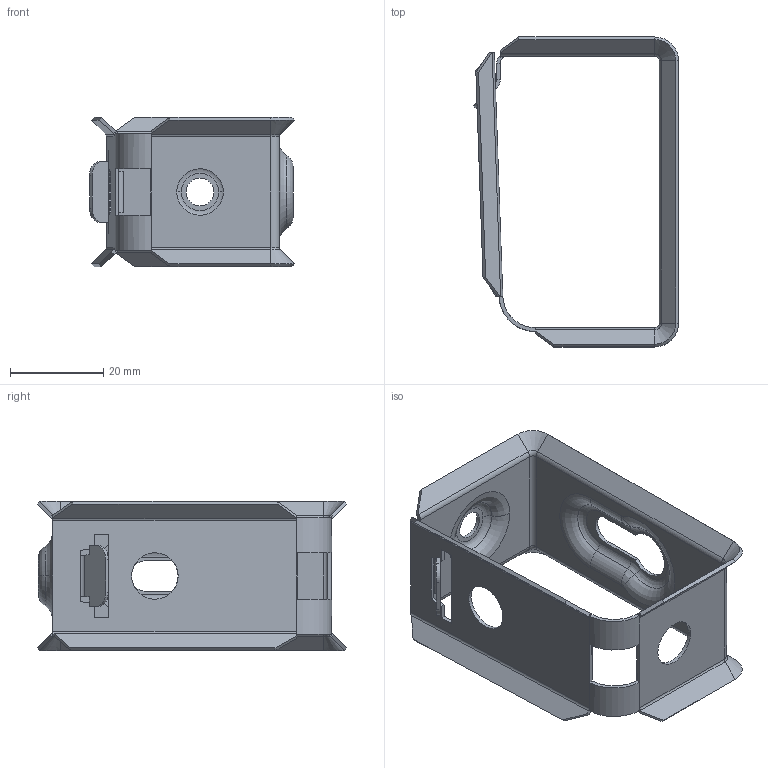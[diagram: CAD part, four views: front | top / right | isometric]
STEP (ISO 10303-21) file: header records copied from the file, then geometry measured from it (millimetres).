
FILE_DESCRIPTION((''),'2;1');
FILE_NAME('OBEJMA_KABLOWA','2020-03-31T14:27:49',('tomasz.grudniewski'),(''),'CREO PARAMETRIC BY PTC INC, 2019080','CREO PARAMETRIC BY PTC INC, 2019080','');
FILE_SCHEMA(('CONFIG_CONTROL_DESIGN'));
Length unit declared in the file: millimetre
Products named in the file (1): OBEJMA_KABLOWA
Bounding box: 44.05 x 66.6 x 32.07 mm (x, y, z)
Volume: 4708.1 mm3; surface area: 12347.4 mm2
Topology: 1 solids, 1 shells, 196 faces, 450 edges, 260 vertices
Faces by surface type: plane 106, cylinder 44, torus 28, bspline 10, cone 8
Entity records: 5720 total; most frequent: CARTESIAN_POINT 1184, DIRECTION 986, ORIENTED_EDGE 900, EDGE_CURVE 450, AXIS2_PLACEMENT_3D 354, VECTOR 278, LINE 278, VERTEX_POINT 260
